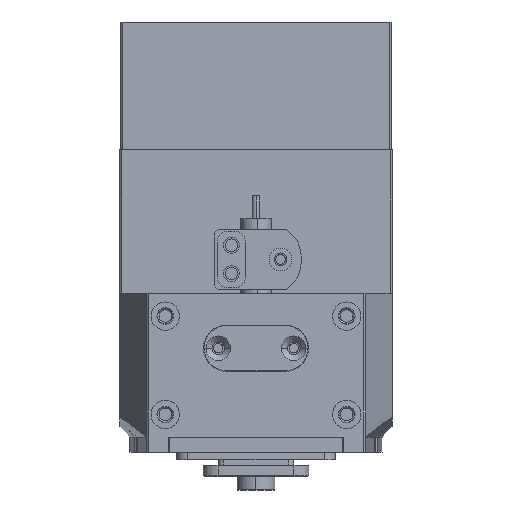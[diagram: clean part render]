
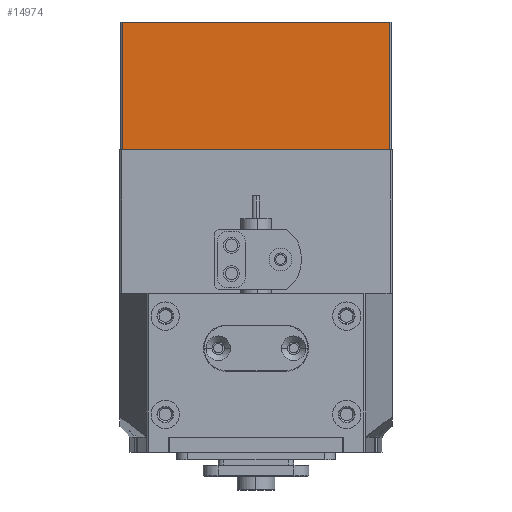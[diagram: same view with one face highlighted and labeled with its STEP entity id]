
A CAD part, left-side view. The second image highlights one B-rep face of the part: STEP entity #14974.
In plain terms, the highlighted planar face has unit normal (-1, 0, 0).
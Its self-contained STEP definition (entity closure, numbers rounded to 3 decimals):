
#59 = ORIENTED_EDGE ( 'NONE', *, *, #7849, .T. ) ;
#2864 = DIRECTION ( 'NONE',  ( 0., -1., 0. ) ) ;
#4786 = LINE ( 'NONE', #18887, #45983 ) ;
#6044 = CARTESIAN_POINT ( 'NONE',  ( -68.858, -22.473, 231.948 ) ) ;
#6173 = PLANE ( 'NONE',  #22572 ) ;
#6378 = LINE ( 'NONE', #27386, #47585 ) ;
#7849 = EDGE_CURVE ( 'NONE', #32204, #11891, #9192, .T. ) ;
#8131 = EDGE_CURVE ( 'NONE', #47362, #32204, #4786, .T. ) ;
#9192 = LINE ( 'NONE', #43369, #41607 ) ;
#10250 = EDGE_CURVE ( 'NONE', #33055, #11891, #6378, .T. ) ;
#10707 = EDGE_CURVE ( 'NONE', #33055, #47362, #13175, .T. ) ;
#11891 = VERTEX_POINT ( 'NONE', #6044 ) ;
#12836 = FACE_OUTER_BOUND ( 'NONE', #38426, .T. ) ;
#13175 = LINE ( 'NONE', #24834, #18136 ) ;
#14974 = ADVANCED_FACE ( 'NONE', ( #12836 ), #6173, .F. ) ;
#18136 = VECTOR ( 'NONE', #44421, 1000. ) ;
#18887 = CARTESIAN_POINT ( 'NONE',  ( -68.858, 48.827, 198.248 ) ) ;
#21803 = CARTESIAN_POINT ( 'NONE',  ( -68.858, -22.473, 198.248 ) ) ;
#22572 = AXIS2_PLACEMENT_3D ( 'NONE', #34414, #26543, #34242 ) ;
#22842 = ORIENTED_EDGE ( 'NONE', *, *, #8131, .T. ) ;
#24121 = ORIENTED_EDGE ( 'NONE', *, *, #10250, .F. ) ;
#24834 = CARTESIAN_POINT ( 'NONE',  ( -68.858, 48.327, 231.948 ) ) ;
#26543 = DIRECTION ( 'NONE',  ( 1., 0., 0. ) ) ;
#27386 = CARTESIAN_POINT ( 'NONE',  ( -68.858, 48.827, 231.948 ) ) ;
#29829 = ORIENTED_EDGE ( 'NONE', *, *, #10707, .T. ) ;
#31686 = CARTESIAN_POINT ( 'NONE',  ( -68.858, 48.327, 231.948 ) ) ;
#32204 = VERTEX_POINT ( 'NONE', #21803 ) ;
#33055 = VERTEX_POINT ( 'NONE', #31686 ) ;
#34242 = DIRECTION ( 'NONE',  ( 0., -1., 0. ) ) ;
#34414 = CARTESIAN_POINT ( 'NONE',  ( -68.858, 48.827, 231.948 ) ) ;
#38426 = EDGE_LOOP ( 'NONE', ( #22842, #59, #24121, #29829 ) ) ;
#41607 = VECTOR ( 'NONE', #47369, 1000. ) ;
#43369 = CARTESIAN_POINT ( 'NONE',  ( -68.858, -22.473, 231.948 ) ) ;
#44067 = CARTESIAN_POINT ( 'NONE',  ( -68.858, 48.327, 198.248 ) ) ;
#44421 = DIRECTION ( 'NONE',  ( 0., 0., -1. ) ) ;
#45983 = VECTOR ( 'NONE', #2864, 1000. ) ;
#47303 = DIRECTION ( 'NONE',  ( 0., -1., 0. ) ) ;
#47362 = VERTEX_POINT ( 'NONE', #44067 ) ;
#47369 = DIRECTION ( 'NONE',  ( 0., 0., 1. ) ) ;
#47585 = VECTOR ( 'NONE', #47303, 1000. ) ;
